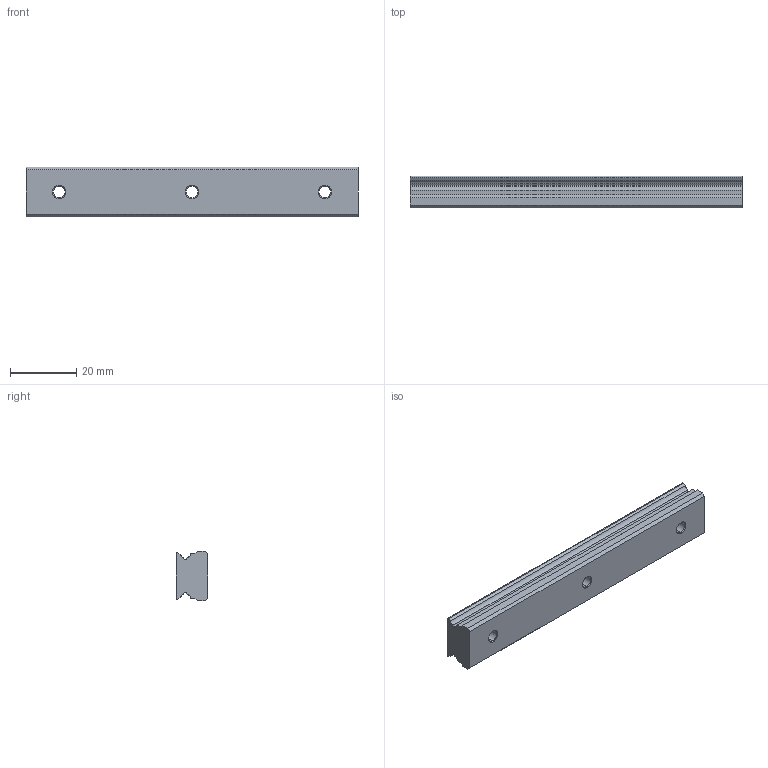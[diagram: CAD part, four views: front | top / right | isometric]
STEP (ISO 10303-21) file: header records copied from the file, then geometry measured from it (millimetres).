
FILE_DESCRIPTION (( 'STEP AP203' ), '1' );
FILE_NAME ('15MN-rail.STEP', '2013-02-06T08:50:23', ( 'T1000-WGZ02' ), ( '' ), 'SwSTEP 2.0', 'SolidWorks 2010', '' );
FILE_SCHEMA (( 'CONFIG_CONTROL_DESIGN' ));
Length unit declared in the file: millimetre
Products named in the file (1): 15MN-rail
Bounding box: 100 x 9.5 x 15 mm (x, y, z)
Volume: 11985 mm3; surface area: 5738.3 mm2
Topology: 1 solids, 1 shells, 51 faces, 126 edges, 80 vertices
Faces by surface type: cylinder 22, plane 17, cone 12
Entity records: 1609 total; most frequent: DIRECTION 286, CARTESIAN_POINT 258, ORIENTED_EDGE 252, EDGE_CURVE 126, AXIS2_PLACEMENT_3D 108, VERTEX_POINT 80, VECTOR 70, LINE 70
